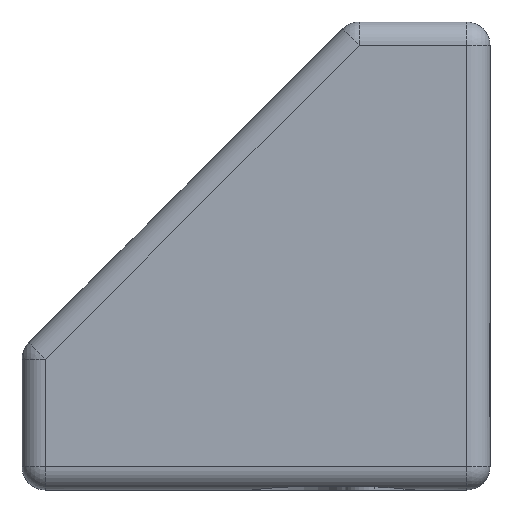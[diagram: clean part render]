
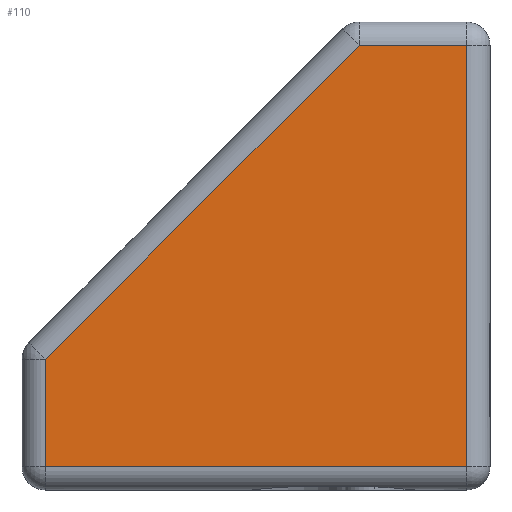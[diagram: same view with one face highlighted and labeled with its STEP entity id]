
A CAD part, left-side view. The second image highlights one B-rep face of the part: STEP entity #110.
In plain terms, the highlighted planar face has unit normal (-1, 0, 0).
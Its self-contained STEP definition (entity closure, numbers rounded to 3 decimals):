
#110=ADVANCED_FACE('',(#404),#405,.F.);
#404=FACE_OUTER_BOUND('',#1024,.T.);
#405=PLANE('',#1025);
#1024=EDGE_LOOP('',(#2297,#2298,#2299,#2300,#2301));
#1025=AXIS2_PLACEMENT_3D('',#2302,#2303,#2304);
#2297=ORIENTED_EDGE('',*,*,#4264,.T.);
#2298=ORIENTED_EDGE('',*,*,#4265,.T.);
#2299=ORIENTED_EDGE('',*,*,#4266,.T.);
#2300=ORIENTED_EDGE('',*,*,#4267,.T.);
#2301=ORIENTED_EDGE('',*,*,#4268,.T.);
#2302=CARTESIAN_POINT('',(-15.0,0.0,30.0));
#2303=DIRECTION('',(1.0,0.0,0.0));
#2304=DIRECTION('',(0.0,1.0,0.0));
#4264=EDGE_CURVE('',#5138,#5139,#5140,.T.);
#4265=EDGE_CURVE('',#5139,#5141,#5142,.T.);
#4266=EDGE_CURVE('',#5141,#5143,#5144,.T.);
#4267=EDGE_CURVE('',#5143,#5145,#5146,.T.);
#4268=EDGE_CURVE('',#5145,#5138,#5147,.T.);
#5138=VERTEX_POINT('',#6923);
#5139=VERTEX_POINT('',#6924);
#5140=LINE('',#6925,#6926);
#5141=VERTEX_POINT('',#6927);
#5142=LINE('',#6928,#6929);
#5143=VERTEX_POINT('',#6930);
#5144=LINE('',#6931,#6932);
#5145=VERTEX_POINT('',#6933);
#5146=LINE('',#6934,#6935);
#5147=LINE('',#6936,#6937);
#6923=CARTESIAN_POINT('',(-15.0,28.5,1.5));
#6924=CARTESIAN_POINT('',(-15.0,1.5,1.5));
#6925=CARTESIAN_POINT('',(-15.0,0.0,1.5));
#6926=VECTOR('',#8429,1000.0);
#6927=CARTESIAN_POINT('',(-15.0,1.5,28.5));
#6928=CARTESIAN_POINT('',(-15.0,1.5,30.0));
#6929=VECTOR('',#8430,1000.0);
#6930=CARTESIAN_POINT('',(-15.0,8.379,28.5));
#6931=CARTESIAN_POINT('',(-15.0,0.0,28.5));
#6932=VECTOR('',#8431,1000.0);
#6933=CARTESIAN_POINT('',(-15.0,28.5,8.379));
#6934=CARTESIAN_POINT('',(-15.0,3.439,33.439));
#6935=VECTOR('',#8432,1000.0);
#6936=CARTESIAN_POINT('',(-15.0,28.5,30.0));
#6937=VECTOR('',#8433,1000.0);
#8429=DIRECTION('',(0.0,-1.0,0.0));
#8430=DIRECTION('',(-0.0,-0.0,1.0));
#8431=DIRECTION('',(-0.0,1.0,-0.0));
#8432=DIRECTION('',(-0.0,0.707,-0.707));
#8433=DIRECTION('',(0.0,0.0,-1.0));
